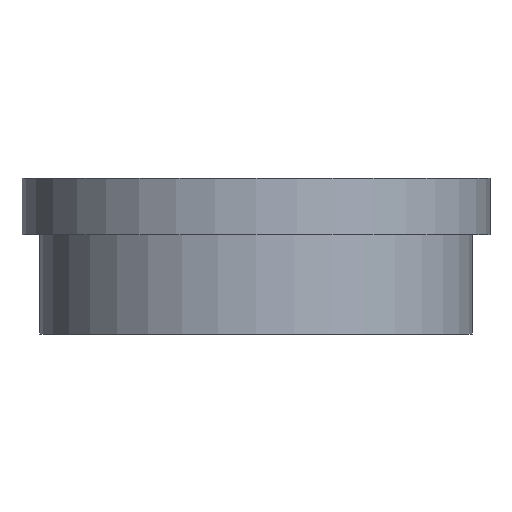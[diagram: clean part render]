
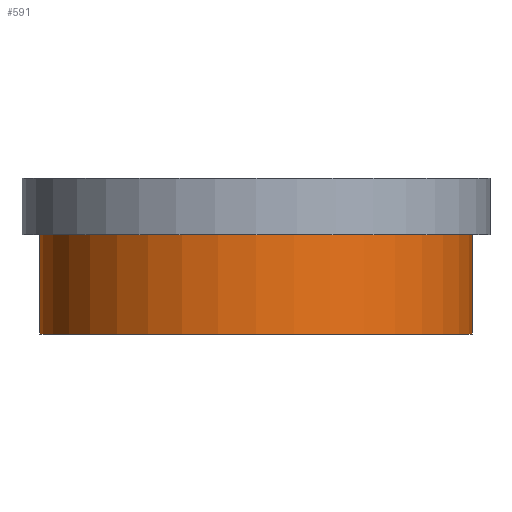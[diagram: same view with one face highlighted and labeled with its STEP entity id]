
A CAD part, front view. The second image highlights one B-rep face of the part: STEP entity #591.
In plain terms, the highlighted cylindrical face has radius 15.25 mm (diameter 30.5 mm), a partial arc.
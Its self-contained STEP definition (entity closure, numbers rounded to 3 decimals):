
#89 = VECTOR ( 'NONE', #963, 1000. ) ;
#111 = DIRECTION ( 'NONE',  ( 0., 0., -1. ) ) ;
#114 = ORIENTED_EDGE ( 'NONE', *, *, #1159, .T. ) ;
#118 = CYLINDRICAL_SURFACE ( 'NONE', #799, 15.25 ) ;
#140 = VERTEX_POINT ( 'NONE', #705 ) ;
#226 = ORIENTED_EDGE ( 'NONE', *, *, #292, .F. ) ;
#237 = CARTESIAN_POINT ( 'NONE',  ( 0., 0., 0. ) ) ;
#238 = LINE ( 'NONE', #601, #89 ) ;
#265 = DIRECTION ( 'NONE',  ( 0., 0., -1. ) ) ;
#292 = EDGE_CURVE ( 'NONE', #479, #140, #453, .T. ) ;
#311 = DIRECTION ( 'NONE',  ( 1., 0., 0. ) ) ;
#321 = ORIENTED_EDGE ( 'NONE', *, *, #1063, .F. ) ;
#338 = CARTESIAN_POINT ( 'NONE',  ( 15.25, 0., -7. ) ) ;
#365 = CARTESIAN_POINT ( 'NONE',  ( -15.25, 0., -7. ) ) ;
#389 = CIRCLE ( 'NONE', #1055, 15.25 ) ;
#432 = EDGE_CURVE ( 'NONE', #868, #690, #238, .T. ) ;
#453 = LINE ( 'NONE', #365, #1078 ) ;
#479 = VERTEX_POINT ( 'NONE', #585 ) ;
#570 = CARTESIAN_POINT ( 'NONE',  ( 15.25, 0., 0. ) ) ;
#585 = CARTESIAN_POINT ( 'NONE',  ( -15.25, 0., -7. ) ) ;
#591 = ADVANCED_FACE ( 'NONE', ( #1123 ), #118, .T. ) ;
#600 = DIRECTION ( 'NONE',  ( -1., 0., 0. ) ) ;
#601 = CARTESIAN_POINT ( 'NONE',  ( 15.25, 0., -7. ) ) ;
#662 = CARTESIAN_POINT ( 'NONE',  ( 0., 0., -7. ) ) ;
#676 = CIRCLE ( 'NONE', #1132, 15.25 ) ;
#690 = VERTEX_POINT ( 'NONE', #570 ) ;
#705 = CARTESIAN_POINT ( 'NONE',  ( -15.25, 0., 0. ) ) ;
#757 = DIRECTION ( 'NONE',  ( -1., 0., 0. ) ) ;
#776 = EDGE_LOOP ( 'NONE', ( #226, #321, #867, #114 ) ) ;
#799 = AXIS2_PLACEMENT_3D ( 'NONE', #662, #1114, #311 ) ;
#854 = CARTESIAN_POINT ( 'NONE',  ( 0., 0., -7. ) ) ;
#867 = ORIENTED_EDGE ( 'NONE', *, *, #432, .T. ) ;
#868 = VERTEX_POINT ( 'NONE', #338 ) ;
#963 = DIRECTION ( 'NONE',  ( 0., 0., 1. ) ) ;
#1055 = AXIS2_PLACEMENT_3D ( 'NONE', #237, #265, #600 ) ;
#1063 = EDGE_CURVE ( 'NONE', #868, #479, #676, .T. ) ;
#1078 = VECTOR ( 'NONE', #1177, 1000. ) ;
#1114 = DIRECTION ( 'NONE',  ( 0., 0., 1. ) ) ;
#1123 = FACE_OUTER_BOUND ( 'NONE', #776, .T. ) ;
#1132 = AXIS2_PLACEMENT_3D ( 'NONE', #854, #111, #757 ) ;
#1159 = EDGE_CURVE ( 'NONE', #690, #140, #389, .T. ) ;
#1177 = DIRECTION ( 'NONE',  ( 0., 0., 1. ) ) ;
